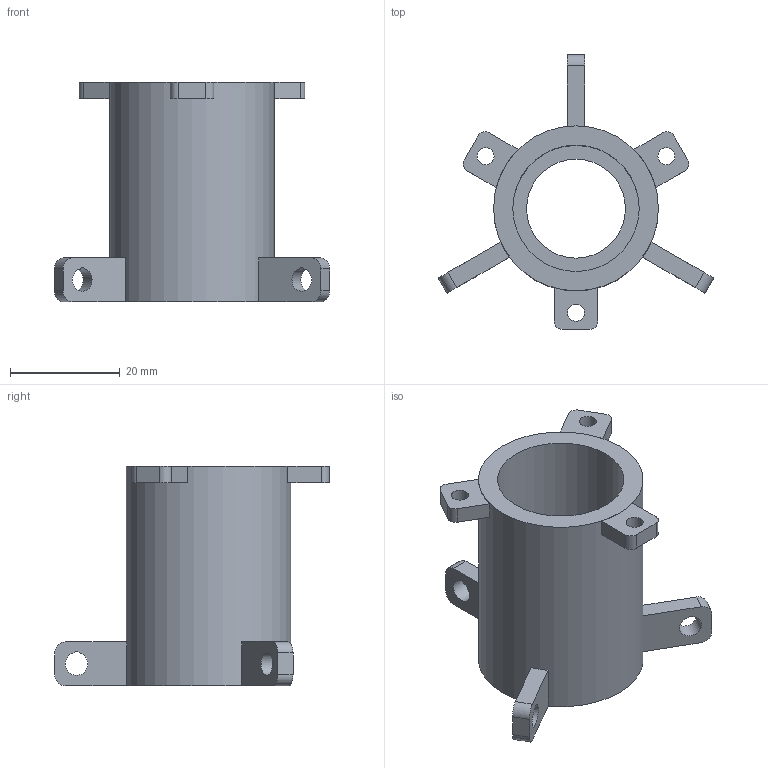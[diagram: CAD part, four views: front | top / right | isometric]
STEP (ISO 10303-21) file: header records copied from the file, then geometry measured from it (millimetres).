
FILE_DESCRIPTION(/* description */ (''),/* implementation_level */ '2;1');
FILE_NAME(/* name */ 'Cylinder v7.step',/* time_stamp */ '2025-04-30T15:27:13+09:00',/* author */ (''),/* organization */ (''),/* preprocessor_version */ 'ST-DEVELOPER v20.1',/* originating_system */ 'Autodesk Translation Framework v14.4.0.0',/* authorisation */ '');
FILE_SCHEMA (('AUTOMOTIVE_DESIGN { 1 0 10303 214 3 1 1 }'));
Length unit declared in the file: millimetre
Products named in the file (1): Cylinder
Bounding box: 50.1 x 50 x 40 mm (x, y, z)
Volume: 13431.6 mm3; surface area: 9217.8 mm2
Topology: 7 solids, 7 shells, 66 faces, 153 edges, 102 vertices
Faces by surface type: plane 39, cylinder 27
Full cylindrical faces by diameter (mm): 3.1 x3, 18 x1, 23 x1, 30 x1
Entity records: 1946 total; most frequent: DIRECTION 341, CARTESIAN_POINT 322, ORIENTED_EDGE 306, EDGE_CURVE 153, AXIS2_PLACEMENT_3D 121, VERTEX_POINT 102, LINE 99, VECTOR 99
